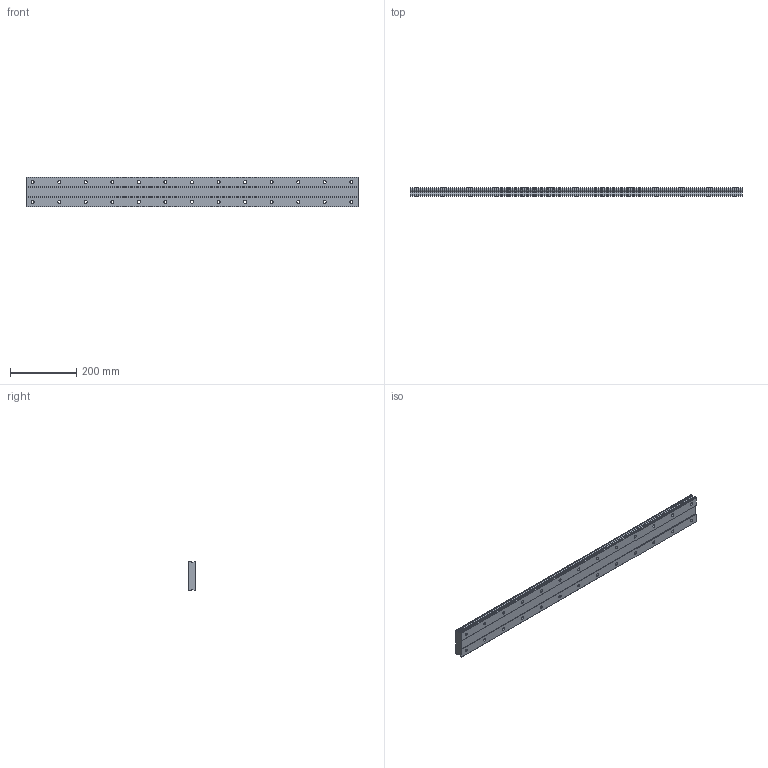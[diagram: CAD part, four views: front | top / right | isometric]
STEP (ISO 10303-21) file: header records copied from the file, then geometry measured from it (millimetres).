
FILE_DESCRIPTION(/* description */ (''),/* implementation_level */ '2;1');
FILE_NAME(/* name */ 'WER50R1000C_GW202504055681.stp',/* time_stamp */ '2025-04-28T13:39:04+08:00',/* author */ ('User'),/* organization */ (''),/* preprocessor_version */ 'ST-DEVELOPER v16.13',/* originating_system */ 'Autodesk Inventor 2018',/* authorisation */ '');
FILE_SCHEMA (('AUTOMOTIVE_DESIGN { 1 0 10303 214 3 1 1 }'));
Products named in the file (2): WER50R1000C_GW202504055681; WER50_temp-1
Assembly tree (1 placements, depth 2):
  WER50R1000C_GW202504055681
    WER50_temp-1
Bounding box: 1000 x 24 x 90 mm (x, y, z)
Volume: 1967792.9 mm3; surface area: 256936 mm2
Topology: 1 solids, 1 shells, 241 faces, 624 edges, 416 vertices
Faces by surface type: plane 114, cylinder 70, bspline 57
Full cylindrical faces by diameter (mm): 9 x26, 14 x26
Entity records: 8580 total; most frequent: CARTESIAN_POINT 2951, ORIENTED_EDGE 1144, DIRECTION 976, EDGE_CURVE 572, VERTEX_POINT 416, EDGE_LOOP 376, AXIS2_PLACEMENT_3D 329, LINE 318
